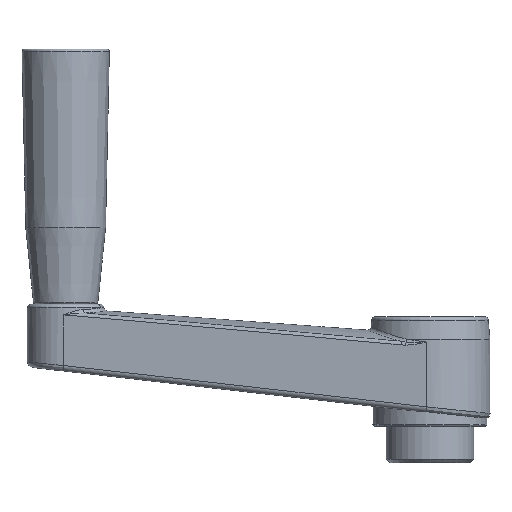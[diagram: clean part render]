
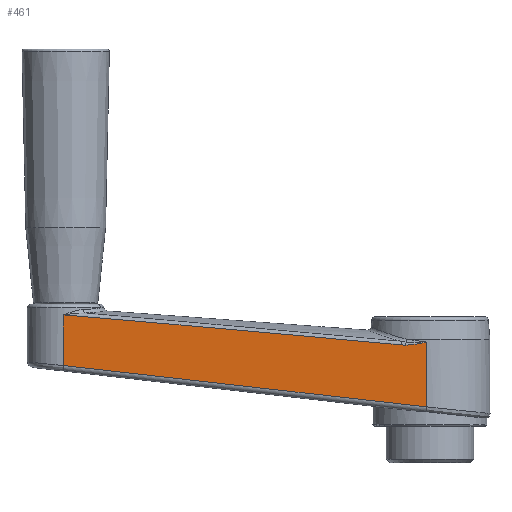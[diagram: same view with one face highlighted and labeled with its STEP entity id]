
A CAD part, left-side view. The second image highlights one B-rep face of the part: STEP entity #461.
In plain terms, the highlighted planar face has unit normal (-0.998, 0.06, 0).
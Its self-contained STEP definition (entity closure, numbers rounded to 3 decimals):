
#461 = ADVANCED_FACE( '', ( #973 ), #974, .T. );
#973 = FACE_OUTER_BOUND( '', #3268, .T. );
#974 = PLANE( '', #3269 );
#3268 = EDGE_LOOP( '', ( #4422, #4423, #4424, #4425, #4426, #4427 ) );
#3269 = AXIS2_PLACEMENT_3D( '', #4428, #4429, #4430 );
#4422 = ORIENTED_EDGE( '', *, *, #4874, .F. );
#4423 = ORIENTED_EDGE( '', *, *, #4773, .T. );
#4424 = ORIENTED_EDGE( '', *, *, #4855, .T. );
#4425 = ORIENTED_EDGE( '', *, *, #4748, .T. );
#4426 = ORIENTED_EDGE( '', *, *, #4734, .T. );
#4427 = ORIENTED_EDGE( '', *, *, #4879, .T. );
#4428 = CARTESIAN_POINT( '', ( -16.47, 0.99, 34. ) );
#4429 = DIRECTION( '', ( -0.998, 0.06, 0. ) );
#4430 = DIRECTION( '', ( -0.06, -0.998, 0. ) );
#4734 = EDGE_CURVE( '', #5374, #5372, #5375, .T. );
#4748 = EDGE_CURVE( '', #5393, #5374, #5394, .T. );
#4773 = EDGE_CURVE( '', #5349, #5425, #5426, .F. );
#4855 = EDGE_CURVE( '', #5425, #5393, #5526, .T. );
#4874 = EDGE_CURVE( '', #5349, #5416, #5547, .T. );
#4879 = EDGE_CURVE( '', #5372, #5416, #5553, .F. );
#5349 = VERTEX_POINT( '', #6610 );
#5372 = VERTEX_POINT( '', #6820 );
#5374 = VERTEX_POINT( '', #6822 );
#5375 = LINE( '', #6823, #6824 );
#5393 = VERTEX_POINT( '', #7008 );
#5394 = ELLIPSE( '', #7009, 818.866, 49. );
#5416 = VERTEX_POINT( '', #7038 );
#5425 = VERTEX_POINT( '', #7050 );
#5426 = B_SPLINE_CURVE_WITH_KNOTS( '', 3, ( #7051, #7052, #7053, #7054, #7055, #7056, #7057, #7058, #7059, #7060, #7061, #7062, #7063, #7064, #7065, #7066, #7067, #7068, #7069, #7070, #7071, #7072, #7073, #7074, #7075, #7076 ), .UNSPECIFIED., .F., .F., ( 4, 2, 2, 2, 2, 1, 2, 2, 1, 1, 1, 1, 1, 2, 2, 4 ), ( 0., 0.001, 0.001, 0.002, 0.003, 0.004, 0.004, 0.004, 0.004, 0.005, 0.005, 0.005, 0.006, 0.006, 0.006, 0.006 ), .UNSPECIFIED. );
#5526 = B_SPLINE_CURVE_WITH_KNOTS( '', 3, ( #7329, #7330, #7331, #7332, #7333, #7334 ), .UNSPECIFIED., .F., .F., ( 4, 2, 4 ), ( 0., 0.001, 0.001 ), .UNSPECIFIED. );
#5547 = LINE( '', #7363, #7364 );
#5553 = LINE( '', #7371, #7372 );
#6610 = CARTESIAN_POINT( '', ( -16.47, 0.99, 23.128 ) );
#6820 = CARTESIAN_POINT( '', ( -10.481, 100.63, 16.686 ) );
#6822 = CARTESIAN_POINT( '', ( -10.481, 100.63, 30.595 ) );
#6823 = CARTESIAN_POINT( '', ( -10.481, 100.63, 34. ) );
#6824 = VECTOR( '', #7723, 1000. );
#7008 = CARTESIAN_POINT( '', ( -16.053, 7.935, 22.34 ) );
#7009 = AXIS2_PLACEMENT_3D( '', #7739, #7740, #7741 );
#7038 = CARTESIAN_POINT( '', ( -16.47, 0.99, 5.333 ) );
#7050 = CARTESIAN_POINT( '', ( -16.134, 6.578, 22.291 ) );
#7051 = CARTESIAN_POINT( '', ( -16.134, 6.578, 22.291 ) );
#7052 = CARTESIAN_POINT( '', ( -16.149, 6.341, 22.293 ) );
#7053 = CARTESIAN_POINT( '', ( -16.163, 6.105, 22.301 ) );
#7054 = CARTESIAN_POINT( '', ( -16.191, 5.634, 22.326 ) );
#7055 = CARTESIAN_POINT( '', ( -16.205, 5.399, 22.343 ) );
#7056 = CARTESIAN_POINT( '', ( -16.233, 4.93, 22.387 ) );
#7057 = CARTESIAN_POINT( '', ( -16.248, 4.695, 22.413 ) );
#7058 = CARTESIAN_POINT( '', ( -16.276, 4.228, 22.472 ) );
#7059 = CARTESIAN_POINT( '', ( -16.29, 3.995, 22.506 ) );
#7060 = CARTESIAN_POINT( '', ( -16.318, 3.53, 22.58 ) );
#7061 = CARTESIAN_POINT( '', ( -16.339, 3.181, 22.641 ) );
#7062 = CARTESIAN_POINT( '', ( -16.359, 2.833, 22.708 ) );
#7063 = CARTESIAN_POINT( '', ( -16.37, 2.66, 22.743 ) );
#7064 = CARTESIAN_POINT( '', ( -16.373, 2.602, 22.755 ) );
#7065 = CARTESIAN_POINT( '', ( -16.38, 2.486, 22.779 ) );
#7066 = CARTESIAN_POINT( '', ( -16.398, 2.197, 22.84 ) );
#7067 = CARTESIAN_POINT( '', ( -16.422, 1.793, 22.931 ) );
#7068 = CARTESIAN_POINT( '', ( -16.446, 1.391, 23.027 ) );
#7069 = CARTESIAN_POINT( '', ( -16.458, 1.19, 23.077 ) );
#7070 = CARTESIAN_POINT( '', ( -16.464, 1.09, 23.102 ) );
#7071 = CARTESIAN_POINT( '', ( -16.467, 1.047, 23.113 ) );
#7072 = CARTESIAN_POINT( '', ( -16.468, 1.026, 23.118 ) );
#7073 = CARTESIAN_POINT( '', ( -16.469, 1.019, 23.12 ) );
#7074 = CARTESIAN_POINT( '', ( -16.469, 1.004, 23.124 ) );
#7075 = CARTESIAN_POINT( '', ( -16.47, 0.997, 23.126 ) );
#7076 = CARTESIAN_POINT( '', ( -16.47, 0.99, 23.128 ) );
#7329 = CARTESIAN_POINT( '', ( -16.134, 6.578, 22.291 ) );
#7330 = CARTESIAN_POINT( '', ( -16.121, 6.804, 22.287 ) );
#7331 = CARTESIAN_POINT( '', ( -16.107, 7.031, 22.289 ) );
#7332 = CARTESIAN_POINT( '', ( -16.08, 7.483, 22.305 ) );
#7333 = CARTESIAN_POINT( '', ( -16.066, 7.709, 22.319 ) );
#7334 = CARTESIAN_POINT( '', ( -16.053, 7.935, 22.34 ) );
#7363 = CARTESIAN_POINT( '', ( -16.47, 0.99, 34. ) );
#7364 = VECTOR( '', #7846, 1000. );
#7371 = CARTESIAN_POINT( '', ( -16.48, 0.822, 5.314 ) );
#7372 = VECTOR( '', #7851, 1000. );
#7723 = DIRECTION( '', ( 0., 0., -1. ) );
#7739 = CARTESIAN_POINT( '', ( -0.998, 258.393, -6.023 ) );
#7740 = DIRECTION( '', ( -0.998, 0.06, 0. ) );
#7741 = DIRECTION( '', ( 0.06, 0.996, 0.073 ) );
#7846 = DIRECTION( '', ( 0., 0., -1. ) );
#7851 = DIRECTION( '', ( 0.06, 0.992, 0.113 ) );
